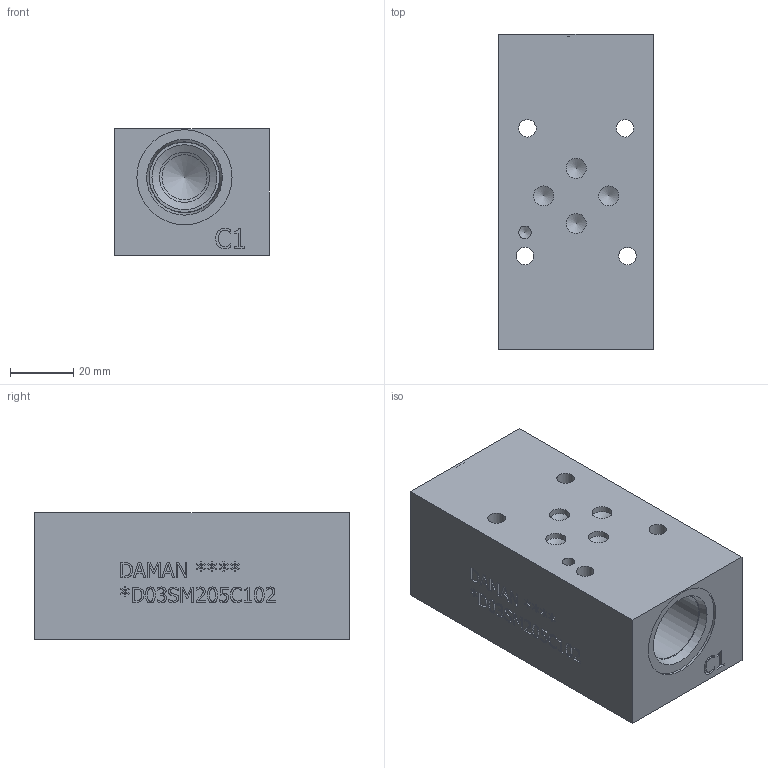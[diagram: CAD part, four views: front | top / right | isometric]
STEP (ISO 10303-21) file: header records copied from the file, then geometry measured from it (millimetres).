
FILE_DESCRIPTION(/* description */ (''),/* implementation_level */ '2;1');
FILE_NAME(/* name */ '_D03SM205C102.stp',/* time_stamp */ '2020-09-18T14:50:48-04:00',/* author */ ('juliea'),/* organization */ (''),/* preprocessor_version */ 'ST-DEVELOPER v17',/* originating_system */ 'Autodesk Inventor 2019',/* authorisation */ '');
FILE_SCHEMA (('AUTOMOTIVE_DESIGN { 1 0 10303 214 3 1 1 }'));
Length unit declared in the file: millimetre
Products named in the file (1): _D03SM205C102
Bounding box: 49.02 x 99.82 x 40.13 mm (x, y, z)
Volume: 166348.3 mm3; surface area: 30082 mm2
Topology: 1 solids, 1 shells, 507 faces, 1424 edges, 960 vertices
Faces by surface type: plane 276, bspline 183, cylinder 28, cone 20
Full cylindrical faces by diameter (mm): 3.175 x1, 3.962 x1, 5.563 x4, 6.35 x8, 12.7 x4, 14.3 x2, 15.9 x2, 20.625 x2, 22.225 x1, 22.23 x1, 30.15 x1, 30.16 x1
Entity records: 17682 total; most frequent: CARTESIAN_POINT 5259, ORIENTED_EDGE 2824, DIRECTION 1812, EDGE_CURVE 1412, VERTEX_POINT 960, LINE 930, VECTOR 930, EDGE_LOOP 568
